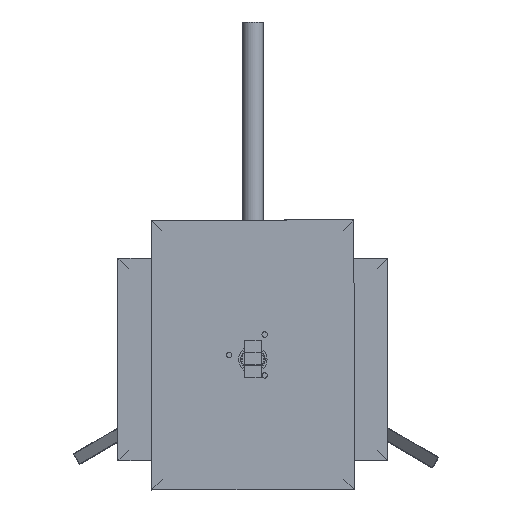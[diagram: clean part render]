
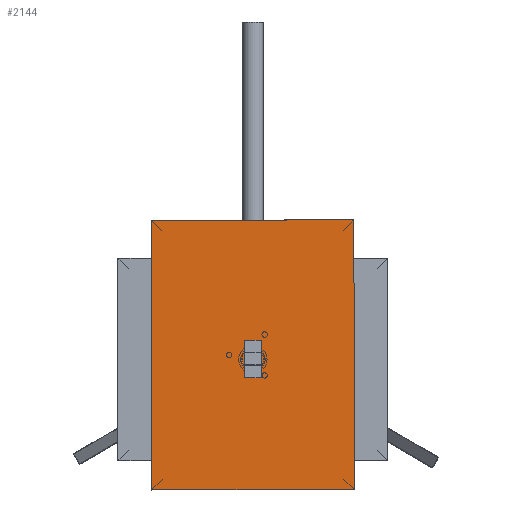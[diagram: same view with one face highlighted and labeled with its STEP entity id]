
A CAD part, top view. The second image highlights one B-rep face of the part: STEP entity #2144.
In plain terms, the highlighted planar face has unit normal (0, 0, 1).
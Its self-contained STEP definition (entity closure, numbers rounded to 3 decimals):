
#2144 = ADVANCED_FACE( '', ( #4517 ), #4518, .F. );
#4517 = FACE_OUTER_BOUND( '', #7881, .T. );
#4518 = PLANE( '', #7882 );
#7881 = EDGE_LOOP( '', ( #13885, #13886, #13887, #13888 ) );
#7882 = AXIS2_PLACEMENT_3D( '', #13889, #13890, #13891 );
#13885 = ORIENTED_EDGE( '', *, *, #16441, .F. );
#13886 = ORIENTED_EDGE( '', *, *, #16098, .F. );
#13887 = ORIENTED_EDGE( '', *, *, #17620, .F. );
#13888 = ORIENTED_EDGE( '', *, *, #16398, .F. );
#13889 = CARTESIAN_POINT( '', ( 0., 0., 18. ) );
#13890 = DIRECTION( '', ( 0., 0., -1. ) );
#13891 = DIRECTION( '', ( -1., 0., 0. ) );
#16098 = EDGE_CURVE( '', #19419, #19421, #19422, .T. );
#16398 = EDGE_CURVE( '', #19887, #19889, #19890, .T. );
#16441 = EDGE_CURVE( '', #19421, #19887, #19950, .T. );
#17620 = EDGE_CURVE( '', #19889, #19419, #21552, .T. );
#19419 = VERTEX_POINT( '', #26273 );
#19421 = VERTEX_POINT( '', #26276 );
#19422 = LINE( '', #26277, #26278 );
#19887 = VERTEX_POINT( '', #27378 );
#19889 = VERTEX_POINT( '', #27381 );
#19890 = LINE( '', #27382, #27383 );
#19950 = LINE( '', #27471, #27472 );
#21552 = LINE( '', #32049, #32050 );
#26273 = CARTESIAN_POINT( '', ( 200., -150., 18. ) );
#26276 = CARTESIAN_POINT( '', ( -200., -150., 18. ) );
#26277 = CARTESIAN_POINT( '', ( 200., -150., 18. ) );
#26278 = VECTOR( '', #33683, 1000. );
#27378 = CARTESIAN_POINT( '', ( -200., 150., 18. ) );
#27381 = CARTESIAN_POINT( '', ( 200., 150., 18. ) );
#27382 = CARTESIAN_POINT( '', ( -200., 150., 18. ) );
#27383 = VECTOR( '', #34005, 1000. );
#27471 = CARTESIAN_POINT( '', ( -200., -150., 18. ) );
#27472 = VECTOR( '', #34063, 1000. );
#32049 = CARTESIAN_POINT( '', ( 200., 150., 18. ) );
#32050 = VECTOR( '', #35265, 1000. );
#33683 = DIRECTION( '', ( -1., 0., 0. ) );
#34005 = DIRECTION( '', ( 1., 0., 0. ) );
#34063 = DIRECTION( '', ( 0., 1., 0. ) );
#35265 = DIRECTION( '', ( 0., -1., 0. ) );
